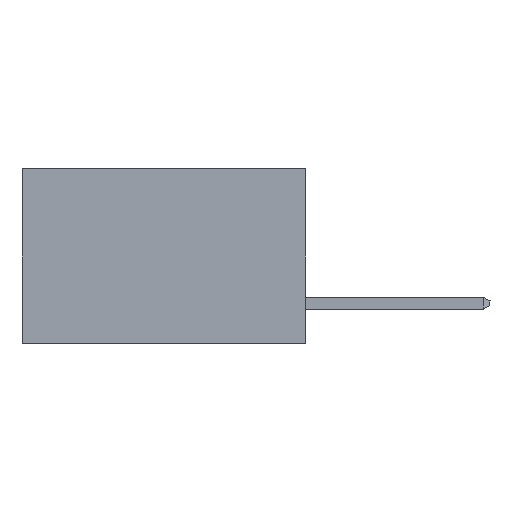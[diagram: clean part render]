
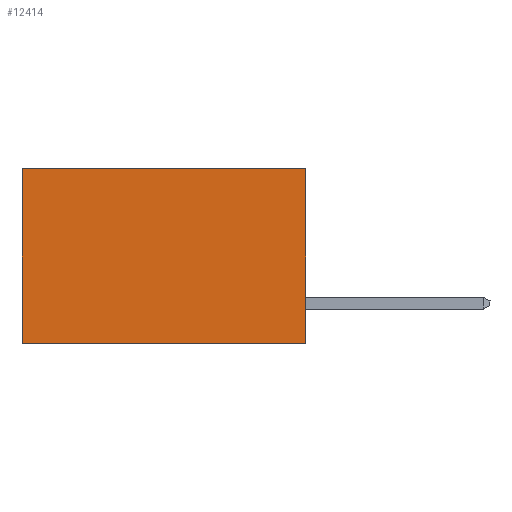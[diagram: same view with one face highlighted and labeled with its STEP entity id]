
A CAD part, left-side view. The second image highlights one B-rep face of the part: STEP entity #12414.
In plain terms, the highlighted planar face has unit normal (-1, 0, 0).
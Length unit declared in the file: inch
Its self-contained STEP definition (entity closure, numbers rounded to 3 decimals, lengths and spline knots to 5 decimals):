
#1462 = ORIENTED_EDGE ( 'NONE', *, *, #15984, .T. ) ;
#1575 = CARTESIAN_POINT ( 'NONE',  ( 0.2615, 0., -0.37 ) ) ;
#1727 = DIRECTION ( 'NONE',  ( 1., 0., 0. ) ) ;
#2185 = ORIENTED_EDGE ( 'NONE', *, *, #12932, .F. ) ;
#4100 = DIRECTION ( 'NONE',  ( 0., 0., -1. ) ) ;
#5295 = DIRECTION ( 'NONE',  ( 0., 1., 0. ) ) ;
#5448 = VECTOR ( 'NONE', #12689, 39.37008 ) ;
#5510 = VERTEX_POINT ( 'NONE', #10462 ) ;
#5684 = EDGE_LOOP ( 'NONE', ( #1462, #2185, #13314, #15082 ) ) ;
#5824 = CARTESIAN_POINT ( 'NONE',  ( 0.2615, 0., -0.37 ) ) ;
#5831 = LINE ( 'NONE', #11469, #5448 ) ;
#5872 = CARTESIAN_POINT ( 'NONE',  ( 0.2615, 0., -0.37 ) ) ;
#5904 = LINE ( 'NONE', #5824, #16989 ) ;
#6555 = DIRECTION ( 'NONE',  ( 0., 1., 0. ) ) ;
#6723 = VECTOR ( 'NONE', #6555, 39.37008 ) ;
#6766 = CARTESIAN_POINT ( 'NONE',  ( 0.2615, 0., 0. ) ) ;
#7784 = VECTOR ( 'NONE', #5295, 39.37008 ) ;
#8907 = PLANE ( 'NONE',  #14675 ) ;
#9420 = LINE ( 'NONE', #14622, #6723 ) ;
#10462 = CARTESIAN_POINT ( 'NONE',  ( 0.2615, 0.6, -0.37 ) ) ;
#11447 = CARTESIAN_POINT ( 'NONE',  ( 0.2615, 0.6, 0. ) ) ;
#11469 = CARTESIAN_POINT ( 'NONE',  ( 0.2615, 0.6, -0.37 ) ) ;
#11498 = EDGE_CURVE ( 'NONE', #15503, #17773, #5904, .T. ) ;
#12414 = ADVANCED_FACE ( 'NONE', ( #17037 ), #8907, .F. ) ;
#12689 = DIRECTION ( 'NONE',  ( 0., 0., -1. ) ) ;
#12932 = EDGE_CURVE ( 'NONE', #17773, #5510, #9420, .T. ) ;
#13027 = VERTEX_POINT ( 'NONE', #11447 ) ;
#13314 = ORIENTED_EDGE ( 'NONE', *, *, #11498, .F. ) ;
#13733 = CARTESIAN_POINT ( 'NONE',  ( 0.2615, 0., 0. ) ) ;
#14622 = CARTESIAN_POINT ( 'NONE',  ( 0.2615, 0., -0.37 ) ) ;
#14675 = AXIS2_PLACEMENT_3D ( 'NONE', #5872, #1727, #15657 ) ;
#15082 = ORIENTED_EDGE ( 'NONE', *, *, #15888, .T. ) ;
#15503 = VERTEX_POINT ( 'NONE', #13733 ) ;
#15657 = DIRECTION ( 'NONE',  ( 0., 0., -1. ) ) ;
#15888 = EDGE_CURVE ( 'NONE', #15503, #13027, #18021, .T. ) ;
#15984 = EDGE_CURVE ( 'NONE', #13027, #5510, #5831, .T. ) ;
#16989 = VECTOR ( 'NONE', #4100, 39.37008 ) ;
#17037 = FACE_OUTER_BOUND ( 'NONE', #5684, .T. ) ;
#17773 = VERTEX_POINT ( 'NONE', #1575 ) ;
#18021 = LINE ( 'NONE', #6766, #7784 ) ;
